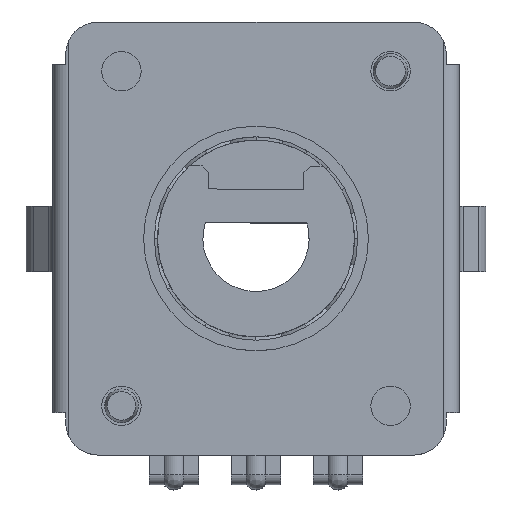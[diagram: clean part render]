
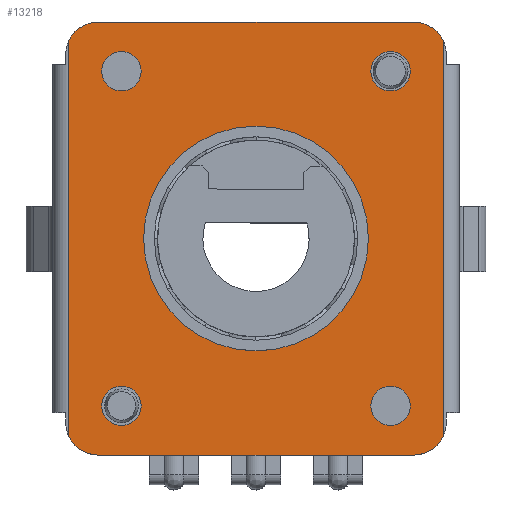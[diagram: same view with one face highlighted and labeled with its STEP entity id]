
A CAD part, top view. The second image highlights one B-rep face of the part: STEP entity #13218.
In plain terms, the highlighted planar face has unit normal (0, 0, 1).
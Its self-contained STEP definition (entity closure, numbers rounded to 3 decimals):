
#12992=CARTESIAN_POINT('',(-5.7,-6.036,5.1));
#12993=VERTEX_POINT('',#12992);
#13003=CARTESIAN_POINT('',(-5.7,6.036,5.1));
#13004=VERTEX_POINT('',#13003);
#13005=CARTESIAN_POINT('',(-5.7,-6.036,5.1));
#13006=DIRECTION('',(0.0,1.0,0.0));
#13007=VECTOR('',#13006,12.072);
#13008=LINE('',#13005,#13007);
#13009=EDGE_CURVE('',#12993,#13004,#13008,.T.);
#13085=CARTESIAN_POINT('',(-4.8,6.6,5.1));
#13086=VERTEX_POINT('',#13085);
#13087=CARTESIAN_POINT('',(-4.8,5.6,5.1));
#13088=DIRECTION('',(0.0,0.0,-1.0));
#13089=DIRECTION('',(-0.707,0.707,0.0));
#13090=AXIS2_PLACEMENT_3D('',#13087,#13088,#13089);
#13091=CIRCLE('',#13090,1.0);
#13092=EDGE_CURVE('',#13004,#13086,#13091,.T.);
#13105=CARTESIAN_POINT('',(0.,0.,5.1));
#13106=DIRECTION('',(0.0,0.0,1.0));
#13107=DIRECTION('',(1.0,0.0,0.0));
#13108=AXIS2_PLACEMENT_3D('',#13105,#13106,#13107);
#13109=PLANE('',#13108);
#13110=ORIENTED_EDGE('',*,*,#13009,.F.);
#13111=CARTESIAN_POINT('',(-4.8,-6.6,5.1));
#13112=VERTEX_POINT('',#13111);
#13113=CARTESIAN_POINT('',(-4.8,-5.6,5.1));
#13114=DIRECTION('',(0.0,0.0,-1.0));
#13115=DIRECTION('',(-0.707,-0.707,0.0));
#13116=AXIS2_PLACEMENT_3D('',#13113,#13114,#13115);
#13117=CIRCLE('',#13116,1.0);
#13118=EDGE_CURVE('',#13112,#12993,#13117,.T.);
#13119=ORIENTED_EDGE('',*,*,#13118,.F.);
#13120=CARTESIAN_POINT('',(4.8,-6.6,5.1));
#13121=VERTEX_POINT('',#13120);
#13122=CARTESIAN_POINT('',(4.8,-6.6,5.1));
#13123=DIRECTION('',(-1.0,0.0,0.0));
#13124=VECTOR('',#13123,9.6);
#13125=LINE('',#13122,#13124);
#13126=EDGE_CURVE('',#13121,#13112,#13125,.T.);
#13127=ORIENTED_EDGE('',*,*,#13126,.F.);
#13128=CARTESIAN_POINT('',(5.7,-6.036,5.1));
#13129=VERTEX_POINT('',#13128);
#13130=CARTESIAN_POINT('',(4.8,-5.6,5.1));
#13131=DIRECTION('',(0.0,0.0,-1.0));
#13132=DIRECTION('',(0.707,-0.707,0.0));
#13133=AXIS2_PLACEMENT_3D('',#13130,#13131,#13132);
#13134=CIRCLE('',#13133,1.0);
#13135=EDGE_CURVE('',#13129,#13121,#13134,.T.);
#13136=ORIENTED_EDGE('',*,*,#13135,.F.);
#13137=CARTESIAN_POINT('',(5.7,6.036,5.1));
#13138=VERTEX_POINT('',#13137);
#13139=CARTESIAN_POINT('',(5.7,6.036,5.1));
#13140=DIRECTION('',(0.0,-1.0,0.0));
#13141=VECTOR('',#13140,12.072);
#13142=LINE('',#13139,#13141);
#13143=EDGE_CURVE('',#13138,#13129,#13142,.T.);
#13144=ORIENTED_EDGE('',*,*,#13143,.F.);
#13145=CARTESIAN_POINT('',(4.8,6.6,5.1));
#13146=VERTEX_POINT('',#13145);
#13147=CARTESIAN_POINT('',(4.8,5.6,5.1));
#13148=DIRECTION('',(0.0,0.0,-1.0));
#13149=DIRECTION('',(0.707,0.707,0.0));
#13150=AXIS2_PLACEMENT_3D('',#13147,#13148,#13149);
#13151=CIRCLE('',#13150,1.);
#13152=EDGE_CURVE('',#13146,#13138,#13151,.T.);
#13153=ORIENTED_EDGE('',*,*,#13152,.F.);
#13154=CARTESIAN_POINT('',(-4.8,6.6,5.1));
#13155=DIRECTION('',(1.0,0.0,0.0));
#13156=VECTOR('',#13155,9.6);
#13157=LINE('',#13154,#13156);
#13158=EDGE_CURVE('',#13086,#13146,#13157,.T.);
#13159=ORIENTED_EDGE('',*,*,#13158,.F.);
#13160=ORIENTED_EDGE('',*,*,#13092,.F.);
#13161=EDGE_LOOP('',(#13110,#13119,#13127,#13136,#13144,#13153,#13159,#13160));
#13162=FACE_OUTER_BOUND('',#13161,.T.);
#13163=CARTESIAN_POINT('',(3.425,0.,5.1));
#13164=VERTEX_POINT('',#13163);
#13165=CARTESIAN_POINT('',(0.,0.,5.1));
#13166=DIRECTION('',(0.0,0.0,-1.0));
#13167=DIRECTION('',(-1.0,0.0,0.0));
#13168=AXIS2_PLACEMENT_3D('',#13165,#13166,#13167);
#13169=CIRCLE('',#13168,3.425);
#13170=EDGE_CURVE('',#13164,#13164,#13169,.T.);
#13171=ORIENTED_EDGE('',*,*,#13170,.T.);
#13172=EDGE_LOOP('',(#13171));
#13173=FACE_BOUND('',#13172,.T.);
#13174=CARTESIAN_POINT('',(4.7,-5.1,5.1));
#13175=VERTEX_POINT('',#13174);
#13176=CARTESIAN_POINT('',(4.1,-5.1,5.1));
#13177=DIRECTION('',(0.0,0.0,-1.0));
#13178=DIRECTION('',(-1.0,0.0,0.0));
#13179=AXIS2_PLACEMENT_3D('',#13176,#13177,#13178);
#13180=CIRCLE('',#13179,0.6);
#13181=EDGE_CURVE('',#13175,#13175,#13180,.T.);
#13182=ORIENTED_EDGE('',*,*,#13181,.T.);
#13183=EDGE_LOOP('',(#13182));
#13184=FACE_BOUND('',#13183,.T.);
#13185=CARTESIAN_POINT('',(-3.5,-5.1,5.1));
#13186=VERTEX_POINT('',#13185);
#13187=CARTESIAN_POINT('',(-4.1,-5.1,5.1));
#13188=DIRECTION('',(0.0,0.0,-1.0));
#13189=DIRECTION('',(-1.0,0.0,0.0));
#13190=AXIS2_PLACEMENT_3D('',#13187,#13188,#13189);
#13191=CIRCLE('',#13190,0.6);
#13192=EDGE_CURVE('',#13186,#13186,#13191,.T.);
#13193=ORIENTED_EDGE('',*,*,#13192,.T.);
#13194=EDGE_LOOP('',(#13193));
#13195=FACE_BOUND('',#13194,.T.);
#13196=CARTESIAN_POINT('',(4.7,5.1,5.1));
#13197=VERTEX_POINT('',#13196);
#13198=CARTESIAN_POINT('',(4.1,5.1,5.1));
#13199=DIRECTION('',(0.0,0.0,-1.0));
#13200=DIRECTION('',(-1.0,0.0,0.0));
#13201=AXIS2_PLACEMENT_3D('',#13198,#13199,#13200);
#13202=CIRCLE('',#13201,0.6);
#13203=EDGE_CURVE('',#13197,#13197,#13202,.T.);
#13204=ORIENTED_EDGE('',*,*,#13203,.T.);
#13205=EDGE_LOOP('',(#13204));
#13206=FACE_BOUND('',#13205,.T.);
#13207=CARTESIAN_POINT('',(-3.5,5.1,5.1));
#13208=VERTEX_POINT('',#13207);
#13209=CARTESIAN_POINT('',(-4.1,5.1,5.1));
#13210=DIRECTION('',(0.0,0.0,-1.0));
#13211=DIRECTION('',(-1.0,0.0,0.0));
#13212=AXIS2_PLACEMENT_3D('',#13209,#13210,#13211);
#13213=CIRCLE('',#13212,0.6);
#13214=EDGE_CURVE('',#13208,#13208,#13213,.T.);
#13215=ORIENTED_EDGE('',*,*,#13214,.T.);
#13216=EDGE_LOOP('',(#13215));
#13217=FACE_BOUND('',#13216,.T.);
#13218=ADVANCED_FACE('',(#13162,#13173,#13184,#13195,#13206,#13217),#13109,.T.);
